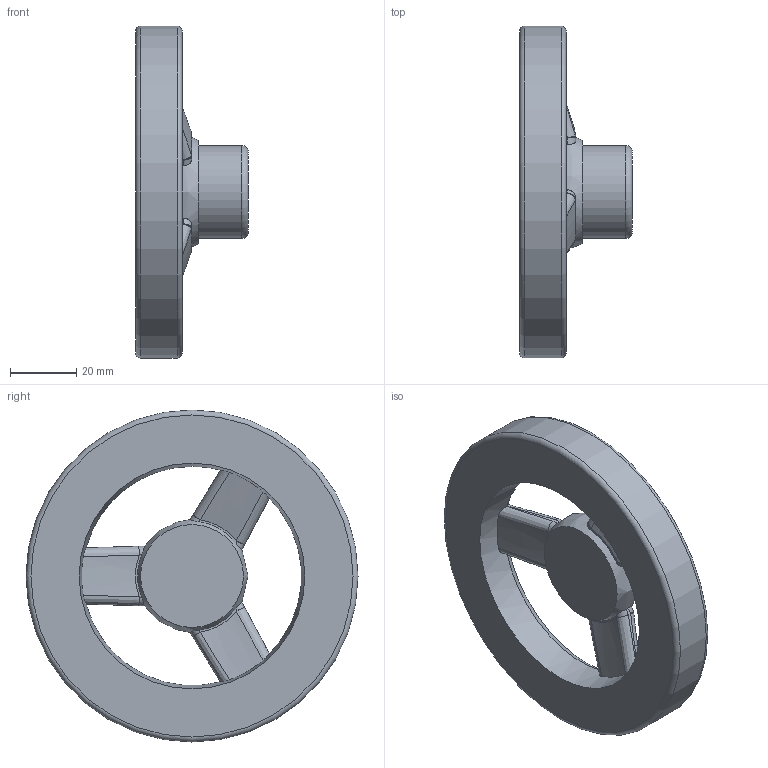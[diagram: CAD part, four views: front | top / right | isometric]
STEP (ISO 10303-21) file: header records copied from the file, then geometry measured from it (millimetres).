
FILE_DESCRIPTION(/* description */ (''),/* implementation_level */ '2;1');
FILE_NAME(/* name */ 'KBN_100.dxf',/* time_stamp */ '2012-11-23T16:01:25+08:00',/* author */ (''),/* organization */ (''),/* preprocessor_version */ 'ST-DEVELOPER v9',/* originating_system */ 'UGS - NX 4.0',/* authorisation */ '');
FILE_SCHEMA (('CONFIG_CONTROL_DESIGN'));
Length unit declared in the file: millimetre
Products named in the file (1): Admi9E26xky7
Bounding box: 34 x 100 x 100 mm (x, y, z)
Volume: 75310.1 mm3; surface area: 20833.7 mm2
Topology: 1 solids, 1 shells, 86 faces, 231 edges, 140 vertices
Faces by surface type: bspline 37, plane 17, cone 17, cylinder 8, torus 7
Full cylindrical faces by diameter (mm): 28 x1, 100 x1
Entity records: 3720 total; most frequent: CARTESIAN_POINT 1945, ORIENTED_EDGE 420, DIRECTION 242, EDGE_CURVE 210, VERTEX_POINT 136, B_SPLINE_CURVE_WITH_KNOTS 132, AXIS2_PLACEMENT_3D 114, EDGE_LOOP 101
